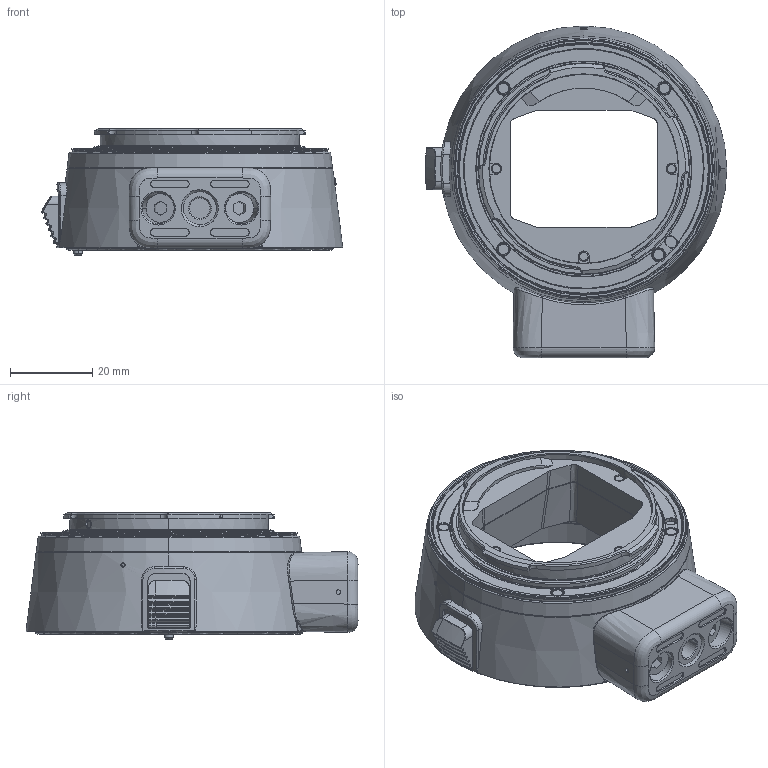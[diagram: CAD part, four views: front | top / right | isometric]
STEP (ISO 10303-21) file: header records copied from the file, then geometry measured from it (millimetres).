
FILE_DESCRIPTION (( 'STEP AP214' ), '1' );
FILE_NAME ('SIGMA_MC-21_EF-L_ver1.STEP', '2019-10-01T04:55:04', ( '' ), ( '' ), 'SwSTEP 2.0', 'SolidWorks 2016', '' );
FILE_SCHEMA (( 'AUTOMOTIVE_DESIGN' ));
Length unit declared in the file: millimetre
Products named in the file (1): SIGMA_MC-21_EF-L_ver1
Bounding box: 73.37 x 80.78 x 30.74 mm (x, y, z)
Volume: 59319.3 mm3; surface area: 20529.1 mm2
Topology: 2 solids, 3 shells, 853 faces, 2075 edges, 1292 vertices
Faces by surface type: cone 250, plane 214, cylinder 191, bspline 124, torus 72, sphere 2
Entity records: 40589 total; most frequent: CARTESIAN_POINT 12284, ORIENTED_EDGE 4146, DIRECTION 3709, EDGE_CURVE 2073, AXIS2_PLACEMENT_3D 1541, VERTEX_POINT 1292, EDGE_LOOP 921, UNCERTAINTY_MEASURE_WITH_UNIT 857
